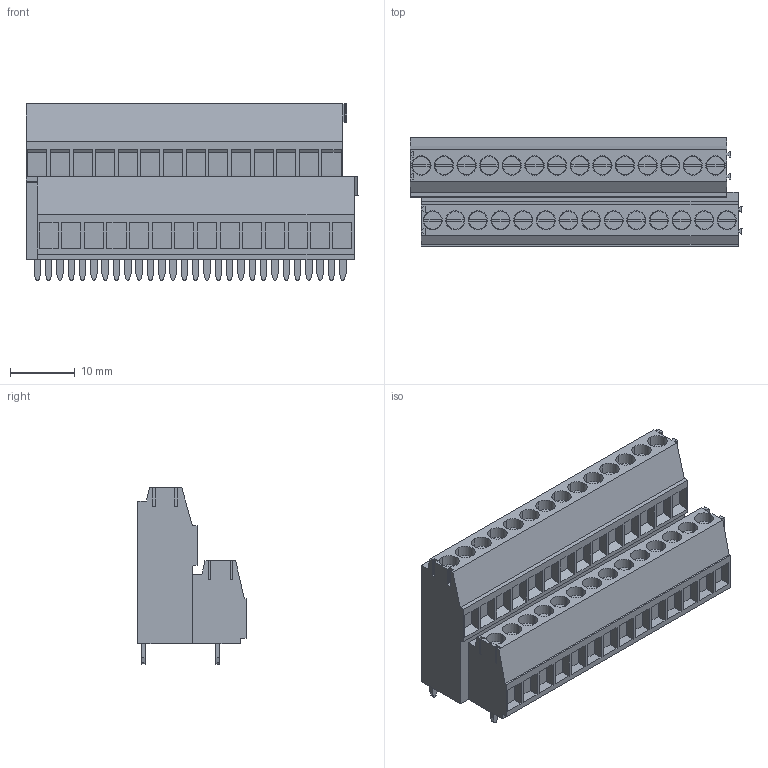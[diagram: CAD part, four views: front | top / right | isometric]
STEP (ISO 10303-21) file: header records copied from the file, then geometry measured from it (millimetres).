
FILE_DESCRIPTION(('CATIA V5 STEP Exchange','CAx-IF Rec.Pracs.--- Model Styling and Organization---1.4--- 2014-01-23'),'2;1');
FILE_NAME ('D1454729_1_1703820000_1703820000.stp','2023-03-16T07:51:45+00:00',('none'),('Weidmueller'),'CATIA Version 5-6 Release 2016 SP3 HF44','CATIA V5 STEP AP214','none');
FILE_SCHEMA(('AUTOMOTIVE_DESIGN { 1 0 10303 214 1 1 1 1 }'));
Length unit declared in the file: millimetre
Products named in the file (1): 1703820000
Bounding box: 51.35 x 16.75 x 27.3 mm (x, y, z)
Volume: 13444 mm3; surface area: 7559.3 mm2
Topology: 57 solids, 57 shells, 813 faces, 1890 edges, 1261 vertices
Faces by surface type: plane 645, cylinder 168
Entity records: 20778 total; most frequent: ORIENTED_EDGE 3780, CARTESIAN_POINT 3700, DIRECTION 2737, EDGE_CURVE 1890, VECTOR 1438, LINE 1438, VERTEX_POINT 1261, EDGE_LOOP 883
